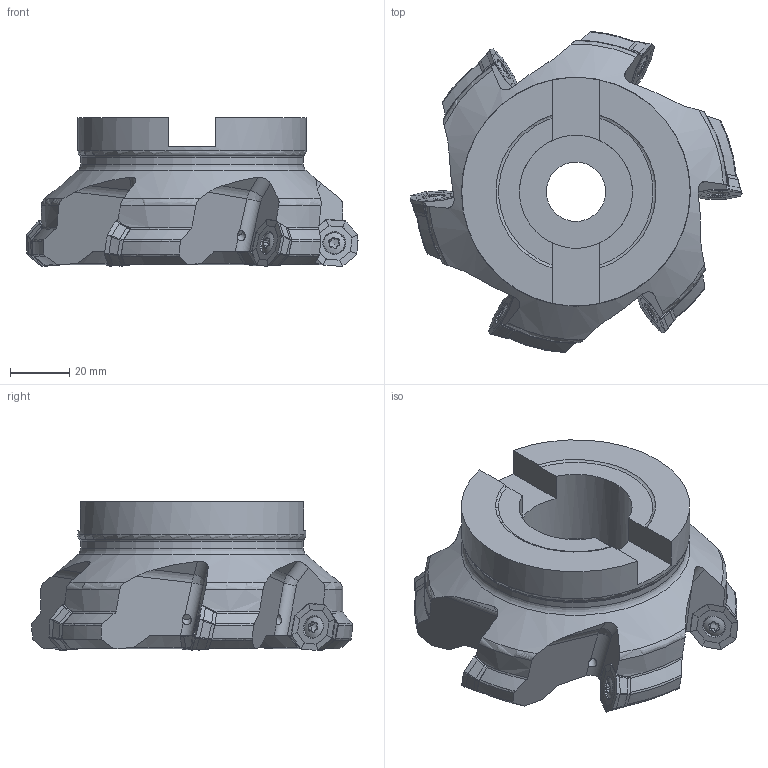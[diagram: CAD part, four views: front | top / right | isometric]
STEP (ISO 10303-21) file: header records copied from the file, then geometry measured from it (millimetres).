
FILE_DESCRIPTION(/* description */ (''),/* implementation_level */ '2;1');
FILE_NAME(/* name */ 'R220.43-04.00-06-06SA_Detailed.stp',/* time_stamp */ '2024-07-05T10:11:57+06:00',/* author */ (''),/* organization */ (''),/* preprocessor_version */ 'ST-DEVELOPER v16.7',/* originating_system */ 'SIEMENS PLM Software NX 12.0',/* authorisation */ '');
FILE_SCHEMA (('AUTOMOTIVE_DESIGN { 1 0 10303 214 3 1 1 1 }'));
Length unit declared in the file: millimetre
Products named in the file (4): CUT; NOCUT; ASSEMBLY_CONSTRUCTION; A2745211_stp_stp
Assembly tree (8 placements, depth 2):
  A2745211_stp_stp
    ASSEMBLY_CONSTRUCTION
    NOCUT
    CUT  x6
Bounding box: 111.88 x 108.29 x 50 mm (x, y, z)
Volume: 209041.3 mm3; surface area: 37612 mm2
Topology: 7 solids, 7 shells, 729 faces, 2404 edges, 1712 vertices
Faces by surface type: bspline 306, cylinder 195, plane 133, cone 56, torus 33, sphere 6
Full cylindrical faces by diameter (mm): 3 x6, 4.45 x6, 5 x6, 5.75 x6, 7.2 x6, 20 x1, 35 x1, 38.108 x1, 75 x1, 77 x1
Entity records: 23238 total; most frequent: CARTESIAN_POINT 14334, ORIENTED_EDGE 2110, DIRECTION 1285, EDGE_CURVE 1055, VERTEX_POINT 733, B_SPLINE_CURVE_WITH_KNOTS 642, AXIS2_PLACEMENT_3D 545, EDGE_LOOP 460
